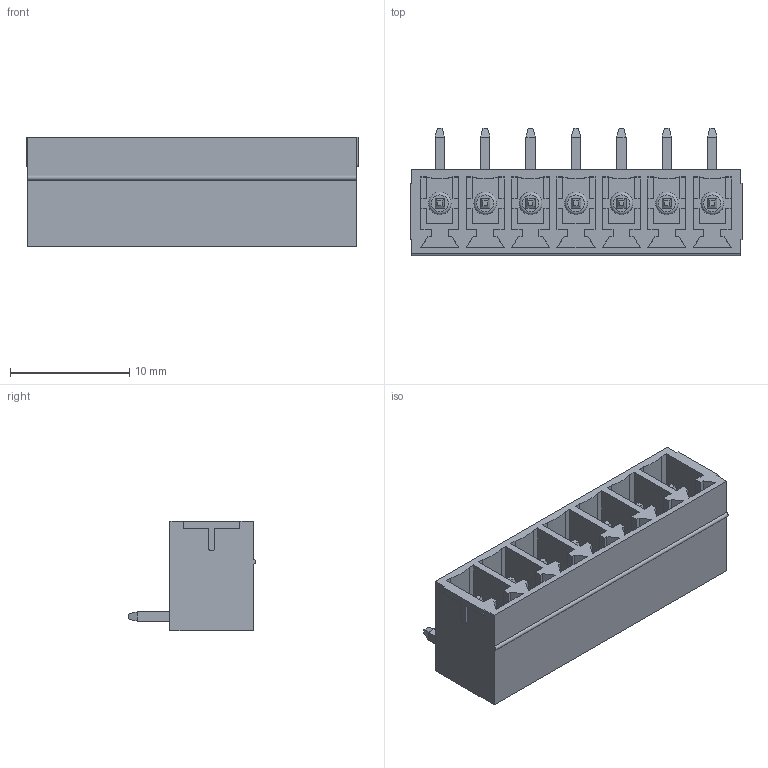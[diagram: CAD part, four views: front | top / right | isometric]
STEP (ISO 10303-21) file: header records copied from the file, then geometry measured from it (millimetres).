
FILE_DESCRIPTION( ( 'Unknown' ), '1' );
FILE_NAME( '691322310007.stp', 'Unknown', ( 'Unknown' ), ( 'Unknown' ), 'PSStep 18.0.17', 'Unknown', ' ' );
FILE_SCHEMA( ( 'AUTOMOTIVE_DESIGN { 1 0 10303 214 1 1 1 1 }' ) );
Length unit declared in the file: millimetre
Products named in the file (3): Assem1; 6913223100xx_PIN; 691322310007
Assembly tree (8 placements, depth 2):
  Assem1
    6913223100xx_PIN  x7
    691322310007
Bounding box: 27.86 x 10.7 x 9.2 mm (x, y, z)
Volume: 911 mm3; surface area: 2708.7 mm2
Topology: 8 solids, 8 shells, 444 faces, 1193 edges, 772 vertices
Faces by surface type: plane 406, cylinder 31, torus 7
Full cylindrical faces by diameter (mm): 1.9 x7
Entity records: 13629 total; most frequent: CARTESIAN_POINT 1934, ORIENTED_EDGE 1900, DIRECTION 1709, EDGE_CURVE 950, LINE 893, VECTOR 893, VERTEX_POINT 633, AXIS2_PLACEMENT_3D 408
